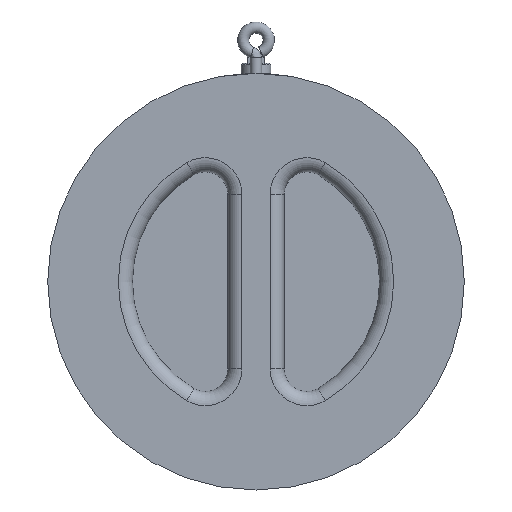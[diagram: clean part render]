
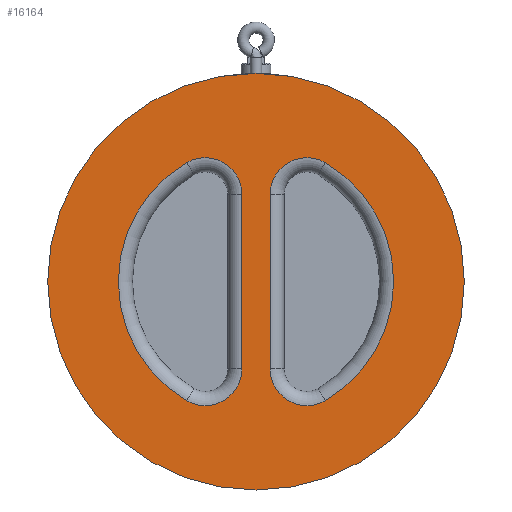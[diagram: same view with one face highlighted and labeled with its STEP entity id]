
A CAD part, front view. The second image highlights one B-rep face of the part: STEP entity #16164.
In plain terms, the highlighted planar face has unit normal (0, -1, 0).
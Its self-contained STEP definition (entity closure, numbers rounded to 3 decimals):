
#15299=CARTESIAN_POINT('',(-147.5,-44.5,-0.002));
#15300=VERTEX_POINT('',#15299);
#15301=CARTESIAN_POINT('',(0.0,-44.5,-0.002));
#15302=DIRECTION('',(0.0,1.0,0.0));
#15303=DIRECTION('',(-1.0,0.0,0.0));
#15304=AXIS2_PLACEMENT_3D('',#15301,#15302,#15303);
#15305=CIRCLE('',#15304,147.5);
#15306=EDGE_CURVE('',#15300,#15300,#15305,.T.);
#16015=CARTESIAN_POINT('',(-10.,-44.5,61.774));
#16016=VERTEX_POINT('',#16015);
#16025=CARTESIAN_POINT('',(-10.,-44.5,-61.778));
#16026=VERTEX_POINT('',#16025);
#16034=CARTESIAN_POINT('',(-10.,-44.5,-61.778));
#16035=DIRECTION('',(0.0,0.0,1.0));
#16036=VECTOR('',#16035,123.552);
#16037=LINE('',#16034,#16036);
#16038=EDGE_CURVE('',#16026,#16016,#16037,.T.);
#16049=CARTESIAN_POINT('',(-49.091,-44.5,84.238));
#16050=VERTEX_POINT('',#16049);
#16051=CARTESIAN_POINT('',(-36.,-44.5,61.774));
#16052=DIRECTION('',(0.0,-1.0,0.0));
#16053=DIRECTION('',(0.498,0.0,0.867));
#16054=AXIS2_PLACEMENT_3D('',#16051,#16052,#16053);
#16055=CIRCLE('',#16054,26.);
#16056=EDGE_CURVE('',#16016,#16050,#16055,.T.);
#16076=CARTESIAN_POINT('',(-49.091,-44.5,-84.242));
#16077=VERTEX_POINT('',#16076);
#16085=CARTESIAN_POINT('',(-36.,-44.5,-61.778));
#16086=DIRECTION('',(0.0,-1.0,0.0));
#16087=DIRECTION('',(0.498,0.0,-0.867));
#16088=AXIS2_PLACEMENT_3D('',#16085,#16086,#16087);
#16089=CIRCLE('',#16088,26.);
#16090=EDGE_CURVE('',#16077,#16026,#16089,.T.);
#16103=CARTESIAN_POINT('',(0.0,-44.5,-0.002));
#16104=DIRECTION('',(0.0,-1.0,0.0));
#16105=DIRECTION('',(-1.0,0.0,0.0));
#16106=AXIS2_PLACEMENT_3D('',#16103,#16104,#16105);
#16107=CIRCLE('',#16106,97.5);
#16108=EDGE_CURVE('',#16050,#16077,#16107,.T.);
#16113=CARTESIAN_POINT('',(-117.5,-44.5,-0.002));
#16114=DIRECTION('',(0.0,-1.0,0.0));
#16115=DIRECTION('',(0.0,0.0,-1.0));
#16116=AXIS2_PLACEMENT_3D('',#16113,#16114,#16115);
#16117=PLANE('',#16116);
#16118=ORIENTED_EDGE('',*,*,#15306,.F.);
#16119=EDGE_LOOP('',(#16118));
#16120=FACE_OUTER_BOUND('',#16119,.T.);
#16121=ORIENTED_EDGE('',*,*,#16108,.F.);
#16122=ORIENTED_EDGE('',*,*,#16056,.F.);
#16123=ORIENTED_EDGE('',*,*,#16038,.F.);
#16124=ORIENTED_EDGE('',*,*,#16090,.F.);
#16125=EDGE_LOOP('',(#16121,#16122,#16123,#16124));
#16126=FACE_BOUND('',#16125,.T.);
#16127=CARTESIAN_POINT('',(10.,-44.5,61.774));
#16128=VERTEX_POINT('',#16127);
#16129=CARTESIAN_POINT('',(10.,-44.5,-61.778));
#16130=VERTEX_POINT('',#16129);
#16131=CARTESIAN_POINT('',(10.,-44.5,61.774));
#16132=DIRECTION('',(0.0,0.0,-1.0));
#16133=VECTOR('',#16132,123.552);
#16134=LINE('',#16131,#16133);
#16135=EDGE_CURVE('',#16128,#16130,#16134,.T.);
#16136=ORIENTED_EDGE('',*,*,#16135,.F.);
#16137=CARTESIAN_POINT('',(49.091,-44.5,84.238));
#16138=VERTEX_POINT('',#16137);
#16139=CARTESIAN_POINT('',(36.0,-44.5,61.774));
#16140=DIRECTION('',(0.0,-1.,0.0));
#16141=DIRECTION('',(-0.498,0.0,0.867));
#16142=AXIS2_PLACEMENT_3D('',#16139,#16140,#16141);
#16143=CIRCLE('',#16142,26.);
#16144=EDGE_CURVE('',#16138,#16128,#16143,.T.);
#16145=ORIENTED_EDGE('',*,*,#16144,.F.);
#16146=CARTESIAN_POINT('',(49.091,-44.5,-84.242));
#16147=VERTEX_POINT('',#16146);
#16148=CARTESIAN_POINT('',(0.0,-44.5,-0.002));
#16149=DIRECTION('',(0.0,-1.0,0.0));
#16150=DIRECTION('',(1.0,0.0,0.0));
#16151=AXIS2_PLACEMENT_3D('',#16148,#16149,#16150);
#16152=CIRCLE('',#16151,97.5);
#16153=EDGE_CURVE('',#16147,#16138,#16152,.T.);
#16154=ORIENTED_EDGE('',*,*,#16153,.F.);
#16155=CARTESIAN_POINT('',(36.0,-44.5,-61.778));
#16156=DIRECTION('',(0.0,-1.,0.0));
#16157=DIRECTION('',(-0.498,0.0,-0.867));
#16158=AXIS2_PLACEMENT_3D('',#16155,#16156,#16157);
#16159=CIRCLE('',#16158,26.);
#16160=EDGE_CURVE('',#16130,#16147,#16159,.T.);
#16161=ORIENTED_EDGE('',*,*,#16160,.F.);
#16162=EDGE_LOOP('',(#16136,#16145,#16154,#16161));
#16163=FACE_BOUND('',#16162,.T.);
#16164=ADVANCED_FACE('',(#16120,#16126,#16163),#16117,.T.);
